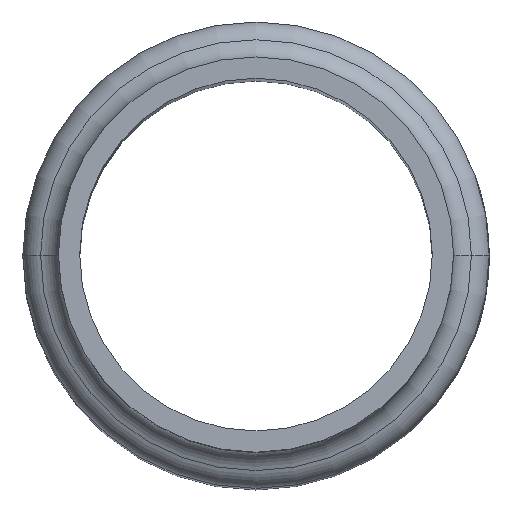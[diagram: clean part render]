
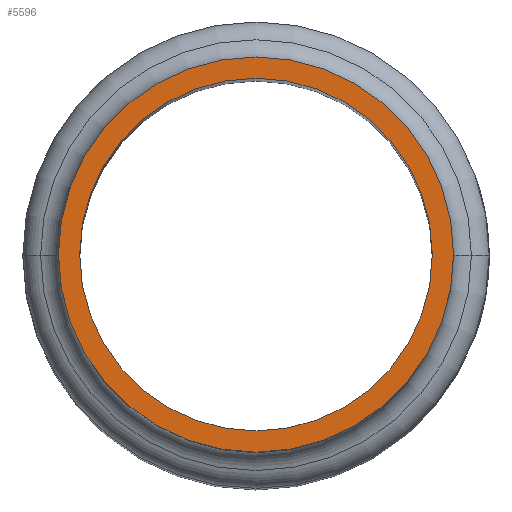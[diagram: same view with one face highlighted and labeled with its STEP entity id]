
A CAD part, top view. The second image highlights one B-rep face of the part: STEP entity #5596.
In plain terms, the highlighted planar face has unit normal (0, 0, 1).
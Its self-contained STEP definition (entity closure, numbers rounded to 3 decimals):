
#318 = CIRCLE ( 'NONE', #15936, 24.15 ) ;
#385 = VERTEX_POINT ( 'NONE', #17925 ) ;
#610 = CARTESIAN_POINT ( 'NONE',  ( 24.15, 0., 0. ) ) ;
#702 = FACE_BOUND ( 'NONE', #20535, .T. ) ;
#1126 = DIRECTION ( 'NONE',  ( 0., 0., -1. ) ) ;
#1287 = DIRECTION ( 'NONE',  ( 0., 0., 1. ) ) ;
#2216 = CIRCLE ( 'NONE', #15136, 21.55 ) ;
#2918 = EDGE_LOOP ( 'NONE', ( #15343, #13117 ) ) ;
#3957 = AXIS2_PLACEMENT_3D ( 'NONE', #19978, #1287, #7144 ) ;
#5596 = ADVANCED_FACE ( 'NONE', ( #702, #17731 ), #24393, .F. ) ;
#5755 = AXIS2_PLACEMENT_3D ( 'NONE', #11354, #17901, #11905 ) ;
#7144 = DIRECTION ( 'NONE',  ( 1., 0., 0. ) ) ;
#7672 = AXIS2_PLACEMENT_3D ( 'NONE', #22306, #1126, #22857 ) ;
#8778 = CARTESIAN_POINT ( 'NONE',  ( -21.55, 0., 0. ) ) ;
#8858 = CIRCLE ( 'NONE', #3957, 24.15 ) ;
#9740 = VERTEX_POINT ( 'NONE', #610 ) ;
#9799 = CARTESIAN_POINT ( 'NONE',  ( 0., 0., 0. ) ) ;
#10666 = CARTESIAN_POINT ( 'NONE',  ( 0., 0., 0. ) ) ;
#10801 = DIRECTION ( 'NONE',  ( 0., 0., 1. ) ) ;
#11354 = CARTESIAN_POINT ( 'NONE',  ( 0., 0., 0. ) ) ;
#11905 = DIRECTION ( 'NONE',  ( 1., 0., 0. ) ) ;
#12529 = ORIENTED_EDGE ( 'NONE', *, *, #16132, .F. ) ;
#13117 = ORIENTED_EDGE ( 'NONE', *, *, #18732, .T. ) ;
#15136 = AXIS2_PLACEMENT_3D ( 'NONE', #10666, #10801, #17629 ) ;
#15283 = ORIENTED_EDGE ( 'NONE', *, *, #17053, .F. ) ;
#15343 = ORIENTED_EDGE ( 'NONE', *, *, #16177, .T. ) ;
#15936 = AXIS2_PLACEMENT_3D ( 'NONE', #9799, #20654, #22877 ) ;
#16132 = EDGE_CURVE ( 'NONE', #385, #20593, #21769, .T. ) ;
#16177 = EDGE_CURVE ( 'NONE', #9740, #23869, #8858, .T. ) ;
#17053 = EDGE_CURVE ( 'NONE', #20593, #385, #2216, .T. ) ;
#17629 = DIRECTION ( 'NONE',  ( 1., 0., 0. ) ) ;
#17731 = FACE_OUTER_BOUND ( 'NONE', #2918, .T. ) ;
#17901 = DIRECTION ( 'NONE',  ( 0., 0., 1. ) ) ;
#17925 = CARTESIAN_POINT ( 'NONE',  ( 21.55, 0., 0. ) ) ;
#18608 = CARTESIAN_POINT ( 'NONE',  ( -24.15, 0., 0. ) ) ;
#18732 = EDGE_CURVE ( 'NONE', #23869, #9740, #318, .T. ) ;
#19978 = CARTESIAN_POINT ( 'NONE',  ( 0., 0., 0. ) ) ;
#20535 = EDGE_LOOP ( 'NONE', ( #12529, #15283 ) ) ;
#20593 = VERTEX_POINT ( 'NONE', #8778 ) ;
#20654 = DIRECTION ( 'NONE',  ( 0., 0., 1. ) ) ;
#21769 = CIRCLE ( 'NONE', #5755, 21.55 ) ;
#22306 = CARTESIAN_POINT ( 'NONE',  ( 0., 22.55, 0. ) ) ;
#22857 = DIRECTION ( 'NONE',  ( -1., 0., 0. ) ) ;
#22877 = DIRECTION ( 'NONE',  ( 1., 0., 0. ) ) ;
#23869 = VERTEX_POINT ( 'NONE', #18608 ) ;
#24393 = PLANE ( 'NONE',  #7672 ) ;
